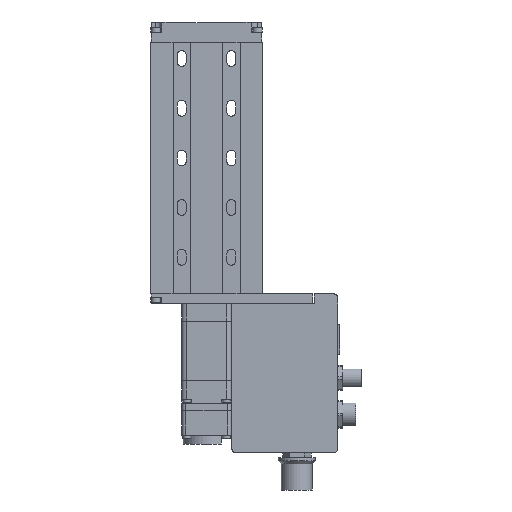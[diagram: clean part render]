
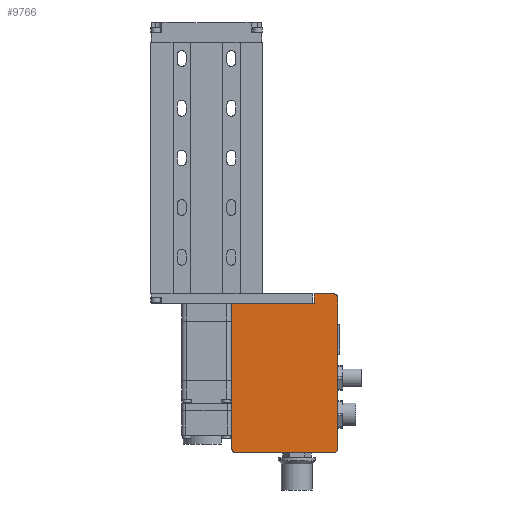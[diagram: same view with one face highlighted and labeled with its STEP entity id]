
A CAD part, front view. The second image highlights one B-rep face of the part: STEP entity #9766.
In plain terms, the highlighted planar face has unit normal (0, -1, 0).
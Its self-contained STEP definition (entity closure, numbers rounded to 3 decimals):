
#751 = CARTESIAN_POINT ( 'NONE',  ( 10.16, -10.17, -60. ) ) ;
#797 = ORIENTED_EDGE ( 'NONE', *, *, #11895, .T. ) ;
#964 = CARTESIAN_POINT ( 'NONE',  ( 52.81, -10.17, -60. ) ) ;
#1069 = EDGE_CURVE ( 'NONE', #5789, #12981, #5611, .T. ) ;
#1374 = EDGE_CURVE ( 'NONE', #13973, #4910, #20383, .T. ) ;
#1621 = VERTEX_POINT ( 'NONE', #17697 ) ;
#1639 = AXIS2_PLACEMENT_3D ( 'NONE', #21704, #18470, #10113 ) ;
#1691 = ORIENTED_EDGE ( 'NONE', *, *, #1374, .F. ) ;
#1906 = LINE ( 'NONE', #20561, #18067 ) ;
#2073 = CARTESIAN_POINT ( 'NONE',  ( 51.11, -10.17, 2.3 ) ) ;
#2417 = VECTOR ( 'NONE', #13691, 1000. ) ;
#2554 = CARTESIAN_POINT ( 'NONE',  ( 51.11, -10.17, 4. ) ) ;
#2765 = AXIS2_PLACEMENT_3D ( 'NONE', #2073, #19282, #19393 ) ;
#3216 = CARTESIAN_POINT ( 'NONE',  ( 51.11, -10.17, -58.3 ) ) ;
#3870 = ORIENTED_EDGE ( 'NONE', *, *, #20811, .F. ) ;
#3977 = ORIENTED_EDGE ( 'NONE', *, *, #9557, .T. ) ;
#4070 = CARTESIAN_POINT ( 'NONE',  ( 52.81, -10.17, -58.3 ) ) ;
#4360 = AXIS2_PLACEMENT_3D ( 'NONE', #3216, #8397, #16635 ) ;
#4895 = CIRCLE ( 'NONE', #2765, 1.7 ) ;
#4910 = VERTEX_POINT ( 'NONE', #4070 ) ;
#4919 = CARTESIAN_POINT ( 'NONE',  ( 52.81, -10.17, 2.3 ) ) ;
#5479 = EDGE_CURVE ( 'NONE', #5789, #1621, #15443, .T. ) ;
#5606 = CARTESIAN_POINT ( 'NONE',  ( 43.41, -10.17, 4. ) ) ;
#5611 = LINE ( 'NONE', #751, #15505 ) ;
#5719 = LINE ( 'NONE', #5606, #15558 ) ;
#5789 = VERTEX_POINT ( 'NONE', #10988 ) ;
#5876 = ORIENTED_EDGE ( 'NONE', *, *, #5479, .T. ) ;
#5980 = VERTEX_POINT ( 'NONE', #20622 ) ;
#6931 = CARTESIAN_POINT ( 'NONE',  ( 10.16, -10.17, 0. ) ) ;
#8397 = DIRECTION ( 'NONE',  ( 0., -1., 0. ) ) ;
#8455 = EDGE_CURVE ( 'NONE', #13462, #1621, #16039, .T. ) ;
#8723 = EDGE_LOOP ( 'NONE', ( #9316, #5876, #11526, #797, #1691, #3977, #3870, #21424, #10324 ) ) ;
#8936 = VECTOR ( 'NONE', #18700, 1000. ) ;
#9316 = ORIENTED_EDGE ( 'NONE', *, *, #1069, .F. ) ;
#9557 = EDGE_CURVE ( 'NONE', #13973, #10830, #4895, .T. ) ;
#9766 = ADVANCED_FACE ( 'NONE', ( #14715 ), #12814, .F. ) ;
#10113 = DIRECTION ( 'NONE',  ( 0., 0., 1. ) ) ;
#10152 = LINE ( 'NONE', #6931, #2417 ) ;
#10324 = ORIENTED_EDGE ( 'NONE', *, *, #16223, .F. ) ;
#10830 = VERTEX_POINT ( 'NONE', #2554 ) ;
#10988 = CARTESIAN_POINT ( 'NONE',  ( 10.16, -10.17, -58.3 ) ) ;
#11262 = DIRECTION ( 'NONE',  ( 0., 0., 1. ) ) ;
#11526 = ORIENTED_EDGE ( 'NONE', *, *, #8455, .F. ) ;
#11792 = CARTESIAN_POINT ( 'NONE',  ( 43.41, -10.17, 4. ) ) ;
#11895 = EDGE_CURVE ( 'NONE', #13462, #4910, #20654, .T. ) ;
#11920 = CARTESIAN_POINT ( 'NONE',  ( 52.81, -10.17, 4. ) ) ;
#12814 = PLANE ( 'NONE',  #13374 ) ;
#12981 = VERTEX_POINT ( 'NONE', #21113 ) ;
#13374 = AXIS2_PLACEMENT_3D ( 'NONE', #14610, #18273, #11262 ) ;
#13462 = VERTEX_POINT ( 'NONE', #20285 ) ;
#13691 = DIRECTION ( 'NONE',  ( 1., 0., 0. ) ) ;
#13973 = VERTEX_POINT ( 'NONE', #4919 ) ;
#14094 = DIRECTION ( 'NONE',  ( 0., 0., 1. ) ) ;
#14610 = CARTESIAN_POINT ( 'NONE',  ( 0., -10.17, 0. ) ) ;
#14715 = FACE_OUTER_BOUND ( 'NONE', #8723, .T. ) ;
#15393 = VERTEX_POINT ( 'NONE', #11792 ) ;
#15443 = CIRCLE ( 'NONE', #1639, 1.7 ) ;
#15505 = VECTOR ( 'NONE', #17509, 1000. ) ;
#15558 = VECTOR ( 'NONE', #17273, 1000. ) ;
#16039 = LINE ( 'NONE', #964, #19145 ) ;
#16223 = EDGE_CURVE ( 'NONE', #12981, #5980, #10152, .T. ) ;
#16635 = DIRECTION ( 'NONE',  ( 0., 0., 1. ) ) ;
#17273 = DIRECTION ( 'NONE',  ( 1., 0., 0. ) ) ;
#17509 = DIRECTION ( 'NONE',  ( 0., 0., 1. ) ) ;
#17697 = CARTESIAN_POINT ( 'NONE',  ( 11.86, -10.17, -60. ) ) ;
#18067 = VECTOR ( 'NONE', #14094, 1000. ) ;
#18273 = DIRECTION ( 'NONE',  ( 0., 1., 0. ) ) ;
#18280 = EDGE_CURVE ( 'NONE', #5980, #15393, #1906, .T. ) ;
#18470 = DIRECTION ( 'NONE',  ( 0., -1., 0. ) ) ;
#18700 = DIRECTION ( 'NONE',  ( 0., 0., -1. ) ) ;
#19145 = VECTOR ( 'NONE', #21384, 1000. ) ;
#19282 = DIRECTION ( 'NONE',  ( 0., -1., 0. ) ) ;
#19393 = DIRECTION ( 'NONE',  ( 0., 0., 1. ) ) ;
#20285 = CARTESIAN_POINT ( 'NONE',  ( 51.11, -10.17, -60. ) ) ;
#20383 = LINE ( 'NONE', #11920, #8936 ) ;
#20561 = CARTESIAN_POINT ( 'NONE',  ( 43.41, -10.17, 0. ) ) ;
#20622 = CARTESIAN_POINT ( 'NONE',  ( 43.41, -10.17, 0. ) ) ;
#20654 = CIRCLE ( 'NONE', #4360, 1.7 ) ;
#20811 = EDGE_CURVE ( 'NONE', #15393, #10830, #5719, .T. ) ;
#21113 = CARTESIAN_POINT ( 'NONE',  ( 10.16, -10.17, 0. ) ) ;
#21384 = DIRECTION ( 'NONE',  ( -1., 0., 0. ) ) ;
#21424 = ORIENTED_EDGE ( 'NONE', *, *, #18280, .F. ) ;
#21704 = CARTESIAN_POINT ( 'NONE',  ( 11.86, -10.17, -58.3 ) ) ;
